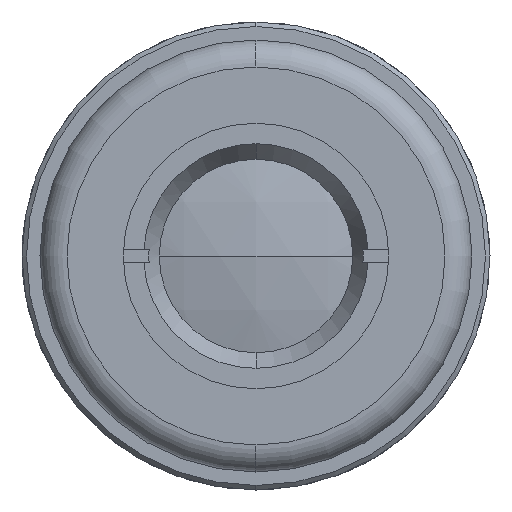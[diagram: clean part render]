
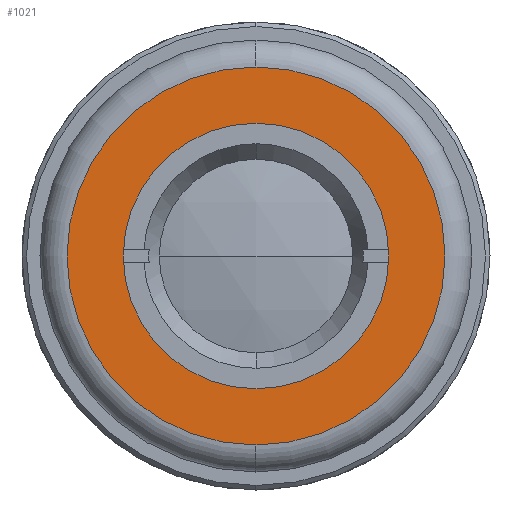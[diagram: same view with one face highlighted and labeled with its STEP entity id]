
A CAD part, left-side view. The second image highlights one B-rep face of the part: STEP entity #1021.
In plain terms, the highlighted planar face has unit normal (-1, 0, 0).
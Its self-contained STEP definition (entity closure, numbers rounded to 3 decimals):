
#17 = DIRECTION ( 'NONE',  ( 0., 0., -1. ) ) ;
#45 = AXIS2_PLACEMENT_3D ( 'NONE', #2560, #762, #2322 ) ;
#142 = AXIS2_PLACEMENT_3D ( 'NONE', #667, #2506, #439 ) ;
#167 = DIRECTION ( 'NONE',  ( 0., 0., -1. ) ) ;
#170 = EDGE_CURVE ( 'NONE', #980, #2081, #2819, .T. ) ;
#351 = VERTEX_POINT ( 'NONE', #1768 ) ;
#352 = VERTEX_POINT ( 'NONE', #2424 ) ;
#439 = DIRECTION ( 'NONE',  ( 0., 0., -1. ) ) ;
#635 = FACE_OUTER_BOUND ( 'NONE', #775, .T. ) ;
#667 = CARTESIAN_POINT ( 'NONE',  ( -33.9, 0., 0. ) ) ;
#697 = CARTESIAN_POINT ( 'NONE',  ( -33.9, 0., 14.75 ) ) ;
#762 = DIRECTION ( 'NONE',  ( -1., 0., 0. ) ) ;
#763 = ORIENTED_EDGE ( 'NONE', *, *, #2445, .F. ) ;
#767 = DIRECTION ( 'NONE',  ( 1., 0., 0. ) ) ;
#775 = EDGE_LOOP ( 'NONE', ( #2120, #1227 ) ) ;
#833 = EDGE_LOOP ( 'NONE', ( #763, #2493 ) ) ;
#958 = CARTESIAN_POINT ( 'NONE',  ( -33.9, 0., 0. ) ) ;
#980 = VERTEX_POINT ( 'NONE', #2955 ) ;
#1005 = EDGE_CURVE ( 'NONE', #351, #352, #1918, .T. ) ;
#1021 = ADVANCED_FACE ( 'NONE', ( #635, #1333 ), #1103, .F. ) ;
#1103 = PLANE ( 'NONE',  #2484 ) ;
#1227 = ORIENTED_EDGE ( 'NONE', *, *, #1005, .T. ) ;
#1333 = FACE_BOUND ( 'NONE', #833, .T. ) ;
#1430 = CARTESIAN_POINT ( 'NONE',  ( -33.9, 24., 0. ) ) ;
#1445 = DIRECTION ( 'NONE',  ( 0., 0., 1. ) ) ;
#1765 = AXIS2_PLACEMENT_3D ( 'NONE', #958, #1906, #1445 ) ;
#1768 = CARTESIAN_POINT ( 'NONE',  ( -33.9, 0., 21. ) ) ;
#1786 = CIRCLE ( 'NONE', #45, 14.75 ) ;
#1906 = DIRECTION ( 'NONE',  ( -1., 0., 0. ) ) ;
#1918 = CIRCLE ( 'NONE', #2687, 21. ) ;
#2076 = CIRCLE ( 'NONE', #142, 21. ) ;
#2081 = VERTEX_POINT ( 'NONE', #697 ) ;
#2116 = EDGE_CURVE ( 'NONE', #352, #351, #2076, .T. ) ;
#2120 = ORIENTED_EDGE ( 'NONE', *, *, #2116, .T. ) ;
#2236 = CARTESIAN_POINT ( 'NONE',  ( -33.9, 0., 0. ) ) ;
#2249 = DIRECTION ( 'NONE',  ( -1., 0., 0. ) ) ;
#2322 = DIRECTION ( 'NONE',  ( 0., 0., 1. ) ) ;
#2424 = CARTESIAN_POINT ( 'NONE',  ( -33.9, 0., -21. ) ) ;
#2445 = EDGE_CURVE ( 'NONE', #2081, #980, #1786, .T. ) ;
#2484 = AXIS2_PLACEMENT_3D ( 'NONE', #1430, #767, #17 ) ;
#2493 = ORIENTED_EDGE ( 'NONE', *, *, #170, .F. ) ;
#2506 = DIRECTION ( 'NONE',  ( -1., 0., 0. ) ) ;
#2560 = CARTESIAN_POINT ( 'NONE',  ( -33.9, 0., 0. ) ) ;
#2687 = AXIS2_PLACEMENT_3D ( 'NONE', #2236, #2249, #167 ) ;
#2819 = CIRCLE ( 'NONE', #1765, 14.75 ) ;
#2955 = CARTESIAN_POINT ( 'NONE',  ( -33.9, 0., -14.75 ) ) ;
